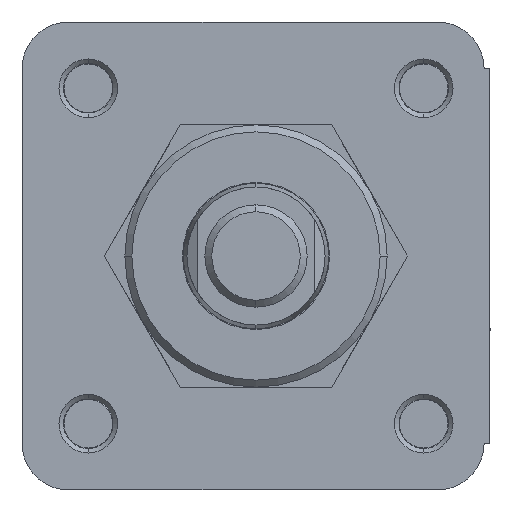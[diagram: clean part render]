
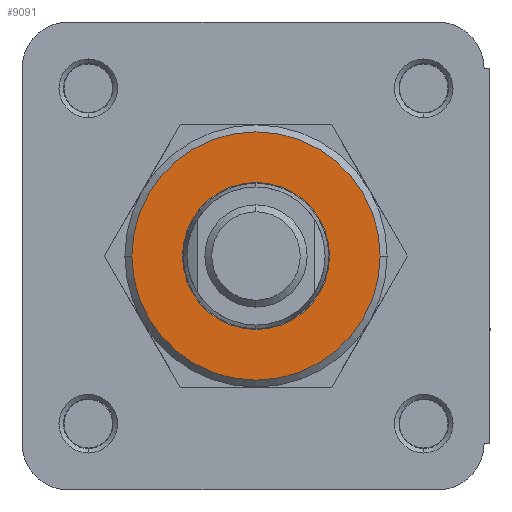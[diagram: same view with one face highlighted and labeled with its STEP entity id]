
A CAD part, left-side view. The second image highlights one B-rep face of the part: STEP entity #9091.
In plain terms, the highlighted planar face has unit normal (-1, 0, 0).
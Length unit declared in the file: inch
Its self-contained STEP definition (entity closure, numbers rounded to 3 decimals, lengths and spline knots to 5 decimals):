
#696 = AXIS2_PLACEMENT_3D ( 'NONE', #8336, #1397, #9474 ) ;
#898 = CARTESIAN_POINT ( 'NONE',  ( -0.615, 0., 0. ) ) ;
#1397 = DIRECTION ( 'NONE',  ( 1., 0., 0. ) ) ;
#1450 = FACE_BOUND ( 'NONE', #13330, .T. ) ;
#2066 = DIRECTION ( 'NONE',  ( 0., 0., -1. ) ) ;
#2136 = CARTESIAN_POINT ( 'NONE',  ( -0.615, 0., -0.314 ) ) ;
#3513 = DIRECTION ( 'NONE',  ( 1., 0., 0. ) ) ;
#4018 = EDGE_CURVE ( 'NONE', #9008, #9781, #4717, .T. ) ;
#4173 = AXIS2_PLACEMENT_3D ( 'NONE', #6373, #14439, #7525 ) ;
#4259 = DIRECTION ( 'NONE',  ( 1., 0., 0. ) ) ;
#4386 = CIRCLE ( 'NONE', #4173, 0.314 ) ;
#4455 = CARTESIAN_POINT ( 'NONE',  ( -0.615, 0., 0.314 ) ) ;
#4686 = VERTEX_POINT ( 'NONE', #2136 ) ;
#4705 = ORIENTED_EDGE ( 'NONE', *, *, #8706, .T. ) ;
#4717 = CIRCLE ( 'NONE', #696, 0.5305 ) ;
#4892 = FACE_OUTER_BOUND ( 'NONE', #6853, .T. ) ;
#5963 = AXIS2_PLACEMENT_3D ( 'NONE', #898, #8960, #2066 ) ;
#6373 = CARTESIAN_POINT ( 'NONE',  ( -0.615, 0., 0. ) ) ;
#6618 = EDGE_CURVE ( 'NONE', #4686, #9977, #6924, .T. ) ;
#6853 = EDGE_LOOP ( 'NONE', ( #11335, #10068 ) ) ;
#6924 = CIRCLE ( 'NONE', #5963, 0.314 ) ;
#7468 = AXIS2_PLACEMENT_3D ( 'NONE', #10408, #3513, #11577 ) ;
#7525 = DIRECTION ( 'NONE',  ( 0., 0., -1. ) ) ;
#8336 = CARTESIAN_POINT ( 'NONE',  ( -0.615, 0., 0. ) ) ;
#8706 = EDGE_CURVE ( 'NONE', #9977, #4686, #4386, .T. ) ;
#8960 = DIRECTION ( 'NONE',  ( 1., 0., 0. ) ) ;
#9008 = VERTEX_POINT ( 'NONE', #10217 ) ;
#9091 = ADVANCED_FACE ( 'NONE', ( #1450, #4892 ), #12720, .F. ) ;
#9474 = DIRECTION ( 'NONE',  ( 0., 1., 0. ) ) ;
#9781 = VERTEX_POINT ( 'NONE', #12169 ) ;
#9860 = EDGE_CURVE ( 'NONE', #9781, #9008, #12765, .T. ) ;
#9977 = VERTEX_POINT ( 'NONE', #4455 ) ;
#10068 = ORIENTED_EDGE ( 'NONE', *, *, #9860, .F. ) ;
#10217 = CARTESIAN_POINT ( 'NONE',  ( -0.615, 0.5305, 0. ) ) ;
#10408 = CARTESIAN_POINT ( 'NONE',  ( -0.615, 0., 0. ) ) ;
#10655 = ORIENTED_EDGE ( 'NONE', *, *, #6618, .T. ) ;
#11163 = CARTESIAN_POINT ( 'NONE',  ( -0.615, 0., 0. ) ) ;
#11335 = ORIENTED_EDGE ( 'NONE', *, *, #4018, .F. ) ;
#11577 = DIRECTION ( 'NONE',  ( 0., 0., -1. ) ) ;
#12169 = CARTESIAN_POINT ( 'NONE',  ( -0.615, -0.5305, 0. ) ) ;
#12326 = DIRECTION ( 'NONE',  ( 0., 1., 0. ) ) ;
#12720 = PLANE ( 'NONE',  #7468 ) ;
#12765 = CIRCLE ( 'NONE', #14561, 0.5305 ) ;
#13330 = EDGE_LOOP ( 'NONE', ( #10655, #4705 ) ) ;
#14439 = DIRECTION ( 'NONE',  ( 1., 0., 0. ) ) ;
#14561 = AXIS2_PLACEMENT_3D ( 'NONE', #11163, #4259, #12326 ) ;
